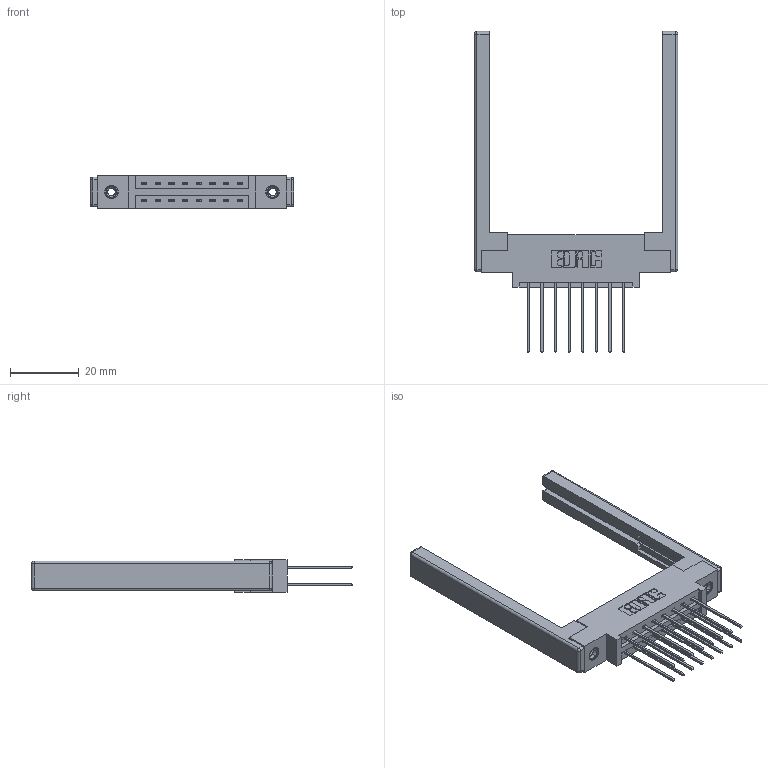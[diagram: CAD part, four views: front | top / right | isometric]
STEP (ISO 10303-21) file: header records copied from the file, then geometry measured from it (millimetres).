
FILE_DESCRIPTION (( 'STEP AP203' ), '1' );
FILE_NAME ('387-016-541-868.STEP', '2019-10-15T23:17:33', ( '' ), ( '' ), 'SwSTEP 2.0', 'SolidWorks 2016', '' );
FILE_SCHEMA (( 'CONFIG_CONTROL_DESIGN' ));
Length unit declared in the file: inch
Products named in the file (5): 345-292-001_345-293-141; 307-220-068; 337 Part_0.170 Offset - 0.156 Dia-TI; 345-250-001_345-250-001-102; 387-016-541-868
Assembly tree (21 placements, depth 2):
  387-016-541-868
    337 Part_0.170 Offset - 0.156 Dia-TI
    345-292-001_345-293-141  x16
    345-250-001_345-250-001-102  x2
    307-220-068  x2
Bounding box: 59.13 x 93.35 x 9.4 mm (x, y, z)
Volume: 10138.2 mm3; surface area: 10777 mm2
Topology: 21 solids, 21 shells, 1136 faces, 3289 edges, 2150 vertices
Faces by surface type: plane 770, cylinder 342, cone 12, sphere 8, torus 4
Entity records: 13510 total; most frequent: CARTESIAN_POINT 2271, ORIENTED_EDGE 2196, DIRECTION 2064, EDGE_CURVE 1098, VECTOR 920, LINE 920, VERTEX_POINT 722, AXIS2_PLACEMENT_3D 572
